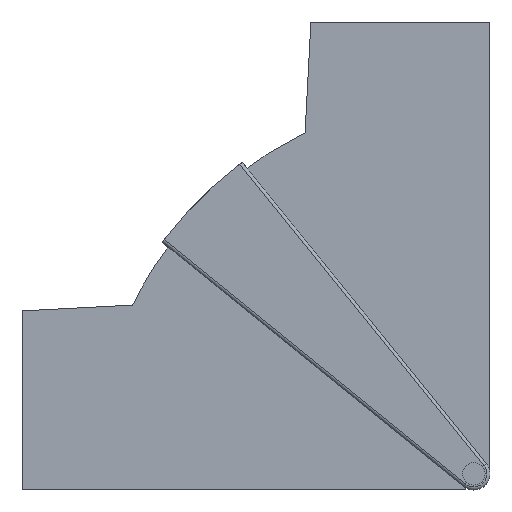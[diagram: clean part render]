
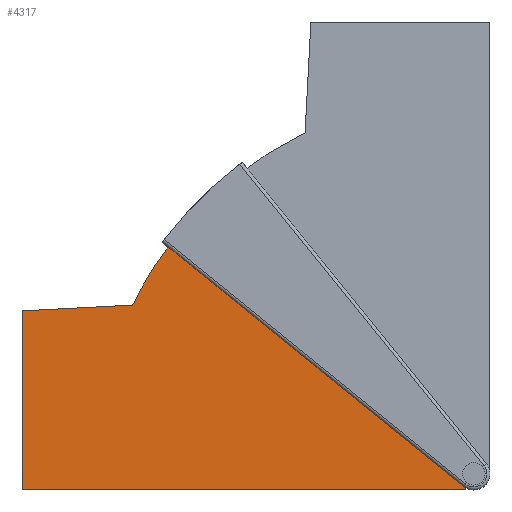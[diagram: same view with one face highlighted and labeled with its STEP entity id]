
A CAD part, front view. The second image highlights one B-rep face of the part: STEP entity #4317.
In plain terms, the highlighted planar face has unit normal (0, -1, 0).
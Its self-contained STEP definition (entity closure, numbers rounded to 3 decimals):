
#2 = ORIENTED_EDGE ( 'NONE', *, *, #2672, .F. ) ;
#136 = CARTESIAN_POINT ( 'NONE',  ( -2.5, -52.5, 0. ) ) ;
#311 = DIRECTION ( 'NONE',  ( -1., 0., 0. ) ) ;
#358 = CARTESIAN_POINT ( 'NONE',  ( -140., -52.5, -5. ) ) ;
#514 = DIRECTION ( 'NONE',  ( 0., 0., 1. ) ) ;
#597 = CARTESIAN_POINT ( 'NONE',  ( -105.78, -52.5, 52.293 ) ) ;
#635 = ORIENTED_EDGE ( 'NONE', *, *, #1704, .F. ) ;
#792 = CARTESIAN_POINT ( 'NONE',  ( -140., -52.5, -5. ) ) ;
#836 = VECTOR ( 'NONE', #1390, 1000. ) ;
#869 = ORIENTED_EDGE ( 'NONE', *, *, #3015, .F. ) ;
#1122 = FACE_OUTER_BOUND ( 'NONE', #3229, .T. ) ;
#1159 = VECTOR ( 'NONE', #514, 1000. ) ;
#1356 = LINE ( 'NONE', #792, #1159 ) ;
#1374 = VERTEX_POINT ( 'NONE', #4330 ) ;
#1390 = DIRECTION ( 'NONE',  ( 0.999, 0., 0.052 ) ) ;
#1414 = CARTESIAN_POINT ( 'NONE',  ( -140., -52.5, 50.5 ) ) ;
#1421 = CARTESIAN_POINT ( 'NONE',  ( -3.147, -52.5, -3.886 ) ) ;
#1459 = CARTESIAN_POINT ( 'NONE',  ( 0., -52.5, 0. ) ) ;
#1460 = DIRECTION ( 'NONE',  ( 0., 0., 1. ) ) ;
#1480 = DIRECTION ( 'NONE',  ( 0., 1., 0. ) ) ;
#1704 = EDGE_CURVE ( 'NONE', #2290, #3274, #2117, .T. ) ;
#1740 = AXIS2_PLACEMENT_3D ( 'NONE', #3253, #3239, #3237 ) ;
#1815 = VERTEX_POINT ( 'NONE', #2850 ) ;
#1951 = LINE ( 'NONE', #2145, #4347 ) ;
#2009 = ORIENTED_EDGE ( 'NONE', *, *, #3050, .F. ) ;
#2117 = CIRCLE ( 'NONE', #1740, 5. ) ;
#2133 = ORIENTED_EDGE ( 'NONE', *, *, #3005, .F. ) ;
#2145 = CARTESIAN_POINT ( 'NONE',  ( -3.147, -52.5, -3.886 ) ) ;
#2147 = DIRECTION ( 'NONE',  ( 0.777, 0., -0.629 ) ) ;
#2290 = VERTEX_POINT ( 'NONE', #1421 ) ;
#2336 = AXIS2_PLACEMENT_3D ( 'NONE', #1459, #1480, #1460 ) ;
#2535 = ORIENTED_EDGE ( 'NONE', *, *, #2887, .F. ) ;
#2672 = EDGE_CURVE ( 'NONE', #3431, #1374, #4394, .T. ) ;
#2850 = CARTESIAN_POINT ( 'NONE',  ( -140., -52.5, 50.5 ) ) ;
#2887 = EDGE_CURVE ( 'NONE', #3274, #3431, #5264, .T. ) ;
#2973 = EDGE_CURVE ( 'NONE', #3180, #2290, #1951, .T. ) ;
#3005 = EDGE_CURVE ( 'NONE', #3784, #3180, #5361, .T. ) ;
#3015 = EDGE_CURVE ( 'NONE', #1815, #3784, #3867, .T. ) ;
#3050 = EDGE_CURVE ( 'NONE', #1374, #1815, #1356, .T. ) ;
#3096 = CARTESIAN_POINT ( 'NONE',  ( -2.5, -52.5, -5. ) ) ;
#3180 = VERTEX_POINT ( 'NONE', #5035 ) ;
#3229 = EDGE_LOOP ( 'NONE', ( #2535, #635, #3703, #2133, #869, #2009, #2 ) ) ;
#3237 = DIRECTION ( 'NONE',  ( 0., 0., 1. ) ) ;
#3239 = DIRECTION ( 'NONE',  ( 0., -1., 0. ) ) ;
#3253 = CARTESIAN_POINT ( 'NONE',  ( 0., -52.5, 0. ) ) ;
#3274 = VERTEX_POINT ( 'NONE', #4475 ) ;
#3431 = VERTEX_POINT ( 'NONE', #3096 ) ;
#3476 = DIRECTION ( 'NONE',  ( 0., 0., -1. ) ) ;
#3664 = DIRECTION ( 'NONE',  ( 0., 0., 1. ) ) ;
#3703 = ORIENTED_EDGE ( 'NONE', *, *, #2973, .F. ) ;
#3784 = VERTEX_POINT ( 'NONE', #597 ) ;
#3867 = LINE ( 'NONE', #1414, #836 ) ;
#3941 = DIRECTION ( 'NONE',  ( 0., 1., 0. ) ) ;
#4287 = CARTESIAN_POINT ( 'NONE',  ( 0., -52.5, 0. ) ) ;
#4315 = PLANE ( 'NONE',  #5572 ) ;
#4317 = ADVANCED_FACE ( 'NONE', ( #1122 ), #4315, .F. ) ;
#4330 = CARTESIAN_POINT ( 'NONE',  ( -140., -52.5, -5. ) ) ;
#4347 = VECTOR ( 'NONE', #2147, 1000. ) ;
#4389 = VECTOR ( 'NONE', #311, 1000. ) ;
#4394 = LINE ( 'NONE', #358, #4389 ) ;
#4475 = CARTESIAN_POINT ( 'NONE',  ( -2.5, -52.5, -4.33 ) ) ;
#5035 = CARTESIAN_POINT ( 'NONE',  ( -94.767, -52.5, 70.307 ) ) ;
#5264 = LINE ( 'NONE', #136, #5541 ) ;
#5361 = CIRCLE ( 'NONE', #2336, 118. ) ;
#5541 = VECTOR ( 'NONE', #3476, 1000. ) ;
#5572 = AXIS2_PLACEMENT_3D ( 'NONE', #4287, #3941, #3664 ) ;
